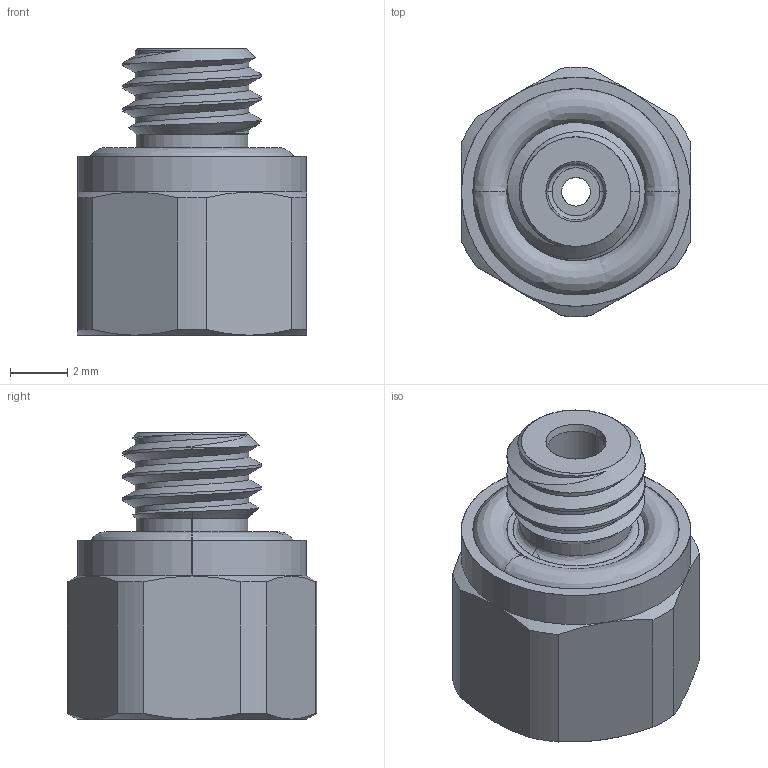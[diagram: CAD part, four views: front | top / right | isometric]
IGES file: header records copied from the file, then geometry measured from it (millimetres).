
Start section: SolidWorks IGES file using analytic representation for surfaces
Global section: file name: E-F-1U1UF-B-V.IGS; native system: SolidWorks 2022; preprocessor: SolidWorks 2022; author: WTsang; date: 241101.145832; units: millimetre
Bounding box: 8 x 8.69 x 10 mm (x, y, z)
Surface area: 591.3 mm2 (no closed solid volume)
Topology: 0 solids, 0 shells, 101 faces, 1341 edges, 1341 vertices
Faces by surface type: revolution 65, bspline 36
